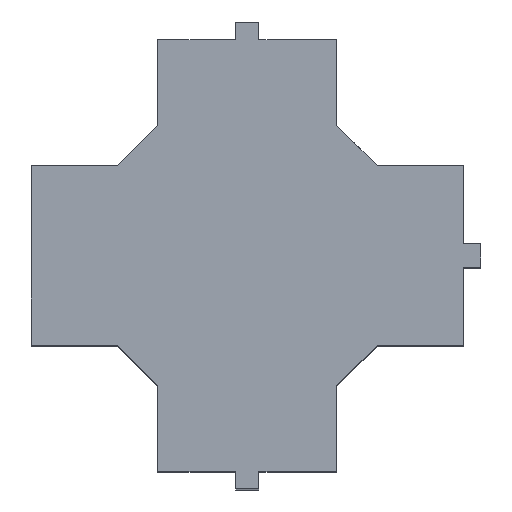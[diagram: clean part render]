
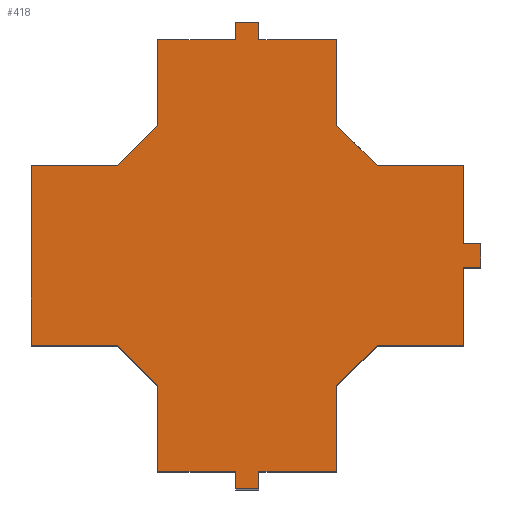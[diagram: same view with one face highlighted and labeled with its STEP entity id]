
A CAD part, top view. The second image highlights one B-rep face of the part: STEP entity #418.
In plain terms, the highlighted planar face has unit normal (0, 0, 1).
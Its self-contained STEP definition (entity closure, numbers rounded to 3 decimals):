
#418=ADVANCED_FACE('',(#1336),#1338,.T.);
#1336=FACE_BOUND('',#1337,.T.);
#1337=EDGE_LOOP('',(#2118,#2119,#2120,#2121,#2122,#2123,#2124,#2125,#2126,#2127,
#2128,#2129,#2130,#2131,#2132,#2133,#2134,#2135,#2136,#2137,#2138,#2139,#2140,#2141,
#2142,#2143,#2144,#2145));
#1338=PLANE('',#1339);
#1339=AXIS2_PLACEMENT_3D('',#1340,#1341,#1342);
#1340=CARTESIAN_POINT('',(0.,0.,106.));
#1341=DIRECTION('',(0.,0.,1.));
#1342=DIRECTION('',(1.,0.,-0.));
#2118=ORIENTED_EDGE('',*,*,#2692,.T.);
#2119=ORIENTED_EDGE('',*,*,#2693,.T.);
#2120=ORIENTED_EDGE('',*,*,#2694,.T.);
#2121=ORIENTED_EDGE('',*,*,#2695,.T.);
#2122=ORIENTED_EDGE('',*,*,#2696,.T.);
#2123=ORIENTED_EDGE('',*,*,#2697,.F.);
#2124=ORIENTED_EDGE('',*,*,#2698,.T.);
#2125=ORIENTED_EDGE('',*,*,#2699,.T.);
#2126=ORIENTED_EDGE('',*,*,#2700,.T.);
#2127=ORIENTED_EDGE('',*,*,#2701,.T.);
#2128=ORIENTED_EDGE('',*,*,#2556,.T.);
#2129=ORIENTED_EDGE('',*,*,#2569,.T.);
#2130=ORIENTED_EDGE('',*,*,#2574,.T.);
#2131=ORIENTED_EDGE('',*,*,#2579,.F.);
#2132=ORIENTED_EDGE('',*,*,#2584,.T.);
#2133=ORIENTED_EDGE('',*,*,#2597,.T.);
#2134=ORIENTED_EDGE('',*,*,#2609,.T.);
#2135=ORIENTED_EDGE('',*,*,#2702,.T.);
#2136=ORIENTED_EDGE('',*,*,#2703,.T.);
#2137=ORIENTED_EDGE('',*,*,#2704,.T.);
#2138=ORIENTED_EDGE('',*,*,#2705,.T.);
#2139=ORIENTED_EDGE('',*,*,#2706,.F.);
#2140=ORIENTED_EDGE('',*,*,#2707,.T.);
#2141=ORIENTED_EDGE('',*,*,#2708,.T.);
#2142=ORIENTED_EDGE('',*,*,#2709,.T.);
#2143=ORIENTED_EDGE('',*,*,#2710,.T.);
#2144=ORIENTED_EDGE('',*,*,#2711,.T.);
#2145=ORIENTED_EDGE('',*,*,#2681,.T.);
#2556=EDGE_CURVE('',#2918,#2916,#2919,.T.);
#2569=EDGE_CURVE('',#2916,#2940,#2942,.F.);
#2574=EDGE_CURVE('',#2940,#2948,#2950,.F.);
#2579=EDGE_CURVE('',#2956,#2948,#2958,.T.);
#2584=EDGE_CURVE('',#2956,#2964,#2966,.F.);
#2597=EDGE_CURVE('',#2964,#2987,#2989,.F.);
#2609=EDGE_CURVE('',#2987,#3008,#3010,.T.);
#2681=EDGE_CURVE('',#3131,#3129,#3132,.T.);
#2692=EDGE_CURVE('',#3129,#3150,#3151,.T.);
#2693=EDGE_CURVE('',#3150,#3152,#3153,.T.);
#2694=EDGE_CURVE('',#3152,#3154,#3155,.T.);
#2695=EDGE_CURVE('',#3154,#3156,#3157,.F.);
#2696=EDGE_CURVE('',#3156,#3158,#3159,.F.);
#2697=EDGE_CURVE('',#3160,#3158,#3161,.T.);
#2698=EDGE_CURVE('',#3160,#3162,#3163,.F.);
#2699=EDGE_CURVE('',#3162,#3164,#3165,.F.);
#2700=EDGE_CURVE('',#3164,#3166,#3167,.T.);
#2701=EDGE_CURVE('',#3166,#2918,#3168,.T.);
#2702=EDGE_CURVE('',#3008,#3169,#3170,.T.);
#2703=EDGE_CURVE('',#3169,#3171,#3172,.T.);
#2704=EDGE_CURVE('',#3171,#3173,#3174,.F.);
#2705=EDGE_CURVE('',#3173,#3175,#3176,.F.);
#2706=EDGE_CURVE('',#3177,#3175,#3178,.T.);
#2707=EDGE_CURVE('',#3177,#3179,#3180,.F.);
#2708=EDGE_CURVE('',#3179,#3181,#3182,.F.);
#2709=EDGE_CURVE('',#3181,#3183,#3184,.T.);
#2710=EDGE_CURVE('',#3183,#3185,#3186,.T.);
#2711=EDGE_CURVE('',#3185,#3131,#3187,.T.);
#2916=VERTEX_POINT('',#3528);
#2918=VERTEX_POINT('',#3532);
#2919=LINE('',#3533,#3534);
#2940=VERTEX_POINT('',#3578);
#2942=LINE('',#3582,#3583);
#2948=VERTEX_POINT('',#3596);
#2950=LINE('',#3600,#3601);
#2956=VERTEX_POINT('',#3614);
#2958=LINE('',#3618,#3619);
#2964=VERTEX_POINT('',#3632);
#2966=LINE('',#3636,#3637);
#2987=VERTEX_POINT('',#3681);
#2989=LINE('',#3685,#3686);
#3008=VERTEX_POINT('',#3726);
#3010=LINE('',#3730,#3731);
#3129=VERTEX_POINT('',#3995);
#3131=VERTEX_POINT('',#3999);
#3132=LINE('',#4000,#4001);
#3150=VERTEX_POINT('',#4040);
#3151=LINE('',#4041,#4042);
#3152=VERTEX_POINT('',#4044);
#3153=LINE('',#4045,#4046);
#3154=VERTEX_POINT('',#4048);
#3155=LINE('',#4049,#4050);
#3156=VERTEX_POINT('',#4052);
#3157=LINE('',#4053,#4054);
#3158=VERTEX_POINT('',#4056);
#3159=LINE('',#4057,#4058);
#3160=VERTEX_POINT('',#4060);
#3161=LINE('',#4061,#4062);
#3162=VERTEX_POINT('',#4064);
#3163=LINE('',#4065,#4066);
#3164=VERTEX_POINT('',#4068);
#3165=LINE('',#4069,#4070);
#3166=VERTEX_POINT('',#4072);
#3167=LINE('',#4073,#4074);
#3168=LINE('',#4076,#4077);
#3169=VERTEX_POINT('',#4079);
#3170=LINE('',#4080,#4081);
#3171=VERTEX_POINT('',#4083);
#3172=LINE('',#4084,#4085);
#3173=VERTEX_POINT('',#4087);
#3174=LINE('',#4088,#4089);
#3175=VERTEX_POINT('',#4091);
#3176=LINE('',#4092,#4093);
#3177=VERTEX_POINT('',#4095);
#3178=LINE('',#4096,#4097);
#3179=VERTEX_POINT('',#4099);
#3180=LINE('',#4100,#4101);
#3181=VERTEX_POINT('',#4103);
#3182=LINE('',#4104,#4105);
#3183=VERTEX_POINT('',#4107);
#3184=LINE('',#4108,#4109);
#3185=VERTEX_POINT('',#4111);
#3186=LINE('',#4112,#4113);
#3187=LINE('',#4115,#4116);
#3528=CARTESIAN_POINT('',(36.946,-15.33,106.));
#3532=CARTESIAN_POINT('',(22.226,-15.33,106.));
#3533=CARTESIAN_POINT('',(22.226,-15.33,106.));
#3534=VECTOR('',#3535,1.);
#3535=DIRECTION('',(1.,0.,0.));
#3578=CARTESIAN_POINT('',(36.946,-2.,106.));
#3582=CARTESIAN_POINT('',(36.946,-2.,106.));
#3583=VECTOR('',#3584,1.);
#3584=DIRECTION('',(0.,-1.,0.));
#3596=CARTESIAN_POINT('',(39.95,-2.,106.));
#3600=CARTESIAN_POINT('',(39.95,-2.,106.));
#3601=VECTOR('',#3602,1.);
#3602=DIRECTION('',(-1.,0.,0.));
#3614=CARTESIAN_POINT('',(39.95,2.,106.));
#3618=CARTESIAN_POINT('',(39.95,2.,106.));
#3619=VECTOR('',#3620,1.);
#3620=DIRECTION('',(0.,-1.,0.));
#3632=CARTESIAN_POINT('',(36.946,2.,106.));
#3636=CARTESIAN_POINT('',(36.946,2.,106.));
#3637=VECTOR('',#3638,1.);
#3638=DIRECTION('',(1.,0.,0.));
#3681=CARTESIAN_POINT('',(36.946,15.33,106.));
#3685=CARTESIAN_POINT('',(36.946,15.33,106.));
#3686=VECTOR('',#3687,1.);
#3687=DIRECTION('',(0.,-1.,0.));
#3726=CARTESIAN_POINT('',(22.226,15.33,106.));
#3730=CARTESIAN_POINT('',(36.946,15.33,106.));
#3731=VECTOR('',#3732,1.);
#3732=DIRECTION('',(-1.,0.,0.));
#3995=CARTESIAN_POINT('',(-36.946,-15.33,106.));
#3999=CARTESIAN_POINT('',(-36.946,15.33,106.));
#4000=CARTESIAN_POINT('',(-36.946,15.33,106.));
#4001=VECTOR('',#4002,1.);
#4002=DIRECTION('',(0.,-1.,0.));
#4040=CARTESIAN_POINT('',(-22.226,-15.33,106.));
#4041=CARTESIAN_POINT('',(-36.946,-15.33,106.));
#4042=VECTOR('',#4043,1.);
#4043=DIRECTION('',(1.,0.,0.));
#4044=CARTESIAN_POINT('',(-15.33,-22.226,106.));
#4045=CARTESIAN_POINT('',(-22.226,-15.33,106.));
#4046=VECTOR('',#4047,1.);
#4047=DIRECTION('',(0.707,-0.707,0.));
#4048=CARTESIAN_POINT('',(-15.33,-36.946,106.));
#4049=CARTESIAN_POINT('',(-15.33,-22.226,106.));
#4050=VECTOR('',#4051,1.);
#4051=DIRECTION('',(0.,-1.,0.));
#4052=CARTESIAN_POINT('',(-2.,-36.946,106.));
#4053=CARTESIAN_POINT('',(-2.,-36.946,106.));
#4054=VECTOR('',#4055,1.);
#4055=DIRECTION('',(-1.,0.,0.));
#4056=CARTESIAN_POINT('',(-2.,-39.95,106.));
#4057=CARTESIAN_POINT('',(-2.,-39.95,106.));
#4058=VECTOR('',#4059,1.);
#4059=DIRECTION('',(0.,1.,0.));
#4060=CARTESIAN_POINT('',(2.,-39.95,106.));
#4061=CARTESIAN_POINT('',(2.,-39.95,106.));
#4062=VECTOR('',#4063,1.);
#4063=DIRECTION('',(-1.,0.,0.));
#4064=CARTESIAN_POINT('',(2.,-36.946,106.));
#4065=CARTESIAN_POINT('',(2.,-36.946,106.));
#4066=VECTOR('',#4067,1.);
#4067=DIRECTION('',(0.,-1.,0.));
#4068=CARTESIAN_POINT('',(15.33,-36.946,106.));
#4069=CARTESIAN_POINT('',(15.33,-36.946,106.));
#4070=VECTOR('',#4071,1.);
#4071=DIRECTION('',(-1.,0.,0.));
#4072=CARTESIAN_POINT('',(15.33,-22.226,106.));
#4073=CARTESIAN_POINT('',(15.33,-36.946,106.));
#4074=VECTOR('',#4075,1.);
#4075=DIRECTION('',(0.,1.,0.));
#4076=CARTESIAN_POINT('',(15.33,-22.226,106.));
#4077=VECTOR('',#4078,1.);
#4078=DIRECTION('',(0.707,0.707,0.));
#4079=CARTESIAN_POINT('',(15.33,22.226,106.));
#4080=CARTESIAN_POINT('',(22.226,15.33,106.));
#4081=VECTOR('',#4082,1.);
#4082=DIRECTION('',(-0.707,0.707,0.));
#4083=CARTESIAN_POINT('',(15.33,36.946,106.));
#4084=CARTESIAN_POINT('',(15.33,22.226,106.));
#4085=VECTOR('',#4086,1.);
#4086=DIRECTION('',(0.,1.,0.));
#4087=CARTESIAN_POINT('',(2.,36.946,106.));
#4088=CARTESIAN_POINT('',(2.,36.946,106.));
#4089=VECTOR('',#4090,1.);
#4090=DIRECTION('',(1.,0.,0.));
#4091=CARTESIAN_POINT('',(2.,39.95,106.));
#4092=CARTESIAN_POINT('',(2.,39.95,106.));
#4093=VECTOR('',#4094,1.);
#4094=DIRECTION('',(0.,-1.,0.));
#4095=CARTESIAN_POINT('',(-2.,39.95,106.));
#4096=CARTESIAN_POINT('',(-2.,39.95,106.));
#4097=VECTOR('',#4098,1.);
#4098=DIRECTION('',(1.,0.,0.));
#4099=CARTESIAN_POINT('',(-2.,36.946,106.));
#4100=CARTESIAN_POINT('',(-2.,36.946,106.));
#4101=VECTOR('',#4102,1.);
#4102=DIRECTION('',(0.,1.,0.));
#4103=CARTESIAN_POINT('',(-15.33,36.946,106.));
#4104=CARTESIAN_POINT('',(-15.33,36.946,106.));
#4105=VECTOR('',#4106,1.);
#4106=DIRECTION('',(1.,0.,0.));
#4107=CARTESIAN_POINT('',(-15.33,22.226,106.));
#4108=CARTESIAN_POINT('',(-15.33,36.946,106.));
#4109=VECTOR('',#4110,1.);
#4110=DIRECTION('',(0.,-1.,0.));
#4111=CARTESIAN_POINT('',(-22.226,15.33,106.));
#4112=CARTESIAN_POINT('',(-15.33,22.226,106.));
#4113=VECTOR('',#4114,1.);
#4114=DIRECTION('',(-0.707,-0.707,0.));
#4115=CARTESIAN_POINT('',(-22.226,15.33,106.));
#4116=VECTOR('',#4117,1.);
#4117=DIRECTION('',(-1.,0.,0.));
